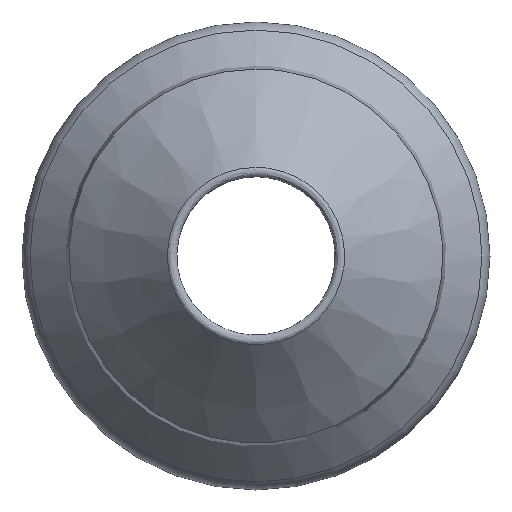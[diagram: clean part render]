
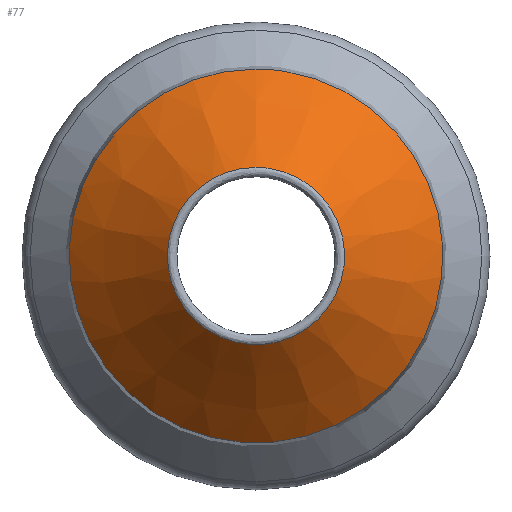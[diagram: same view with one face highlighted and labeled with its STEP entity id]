
A CAD part, left-side view. The second image highlights one B-rep face of the part: STEP entity #77.
In plain terms, the highlighted conical face has half-angle 45 degrees and reference radius 13.178 mm.
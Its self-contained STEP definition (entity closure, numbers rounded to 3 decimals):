
#51=CONICAL_SURFACE('',#289,13.178,45.);
#77=ADVANCED_FACE('',(#127,#128),#51,.T.);
#127=FACE_BOUND('',#163,.T.);
#128=FACE_BOUND('',#164,.T.);
#163=EDGE_LOOP('',(#199));
#164=EDGE_LOOP('',(#200));
#199=ORIENTED_EDGE('',*,*,#238,.F.);
#200=ORIENTED_EDGE('',*,*,#237,.T.);
#219=VERTEX_POINT('',#439);
#220=VERTEX_POINT('',#443);
#237=EDGE_CURVE('',#219,#219,#256,.T.);
#238=EDGE_CURVE('',#220,#220,#257,.T.);
#256=CIRCLE('',#287,13.178);
#257=CIRCLE('',#288,6.247);
#287=AXIS2_PLACEMENT_3D('',#438,#354,#355);
#288=AXIS2_PLACEMENT_3D('',#442,#358,#359);
#289=AXIS2_PLACEMENT_3D('',#444,#360,#361);
#354=DIRECTION('',(-1.,0.,0.));
#355=DIRECTION('',(0.,0.,1.));
#358=DIRECTION('',(-1.,0.,0.));
#359=DIRECTION('',(0.,0.,1.));
#360=DIRECTION('',(1.,0.,0.));
#361=DIRECTION('',(0.,0.,-1.));
#438=CARTESIAN_POINT('',(7.828,0.,0.));
#439=CARTESIAN_POINT('',(7.828,0.,13.178));
#442=CARTESIAN_POINT('',(0.897,0.,0.));
#443=CARTESIAN_POINT('',(0.897,0.,6.247));
#444=CARTESIAN_POINT('',(7.828,0.,0.));
